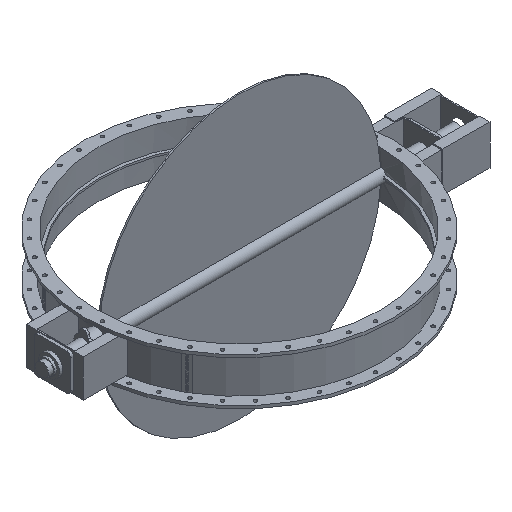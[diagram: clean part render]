
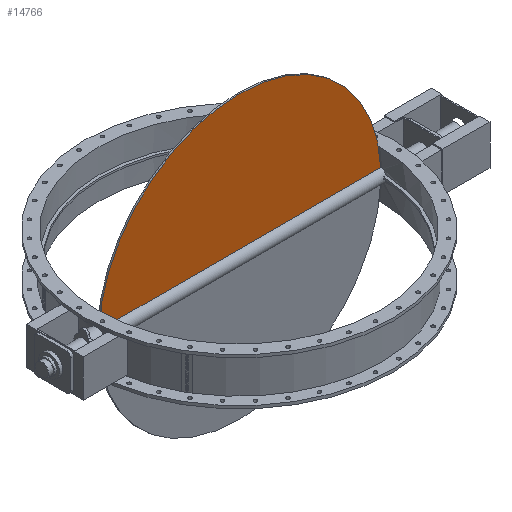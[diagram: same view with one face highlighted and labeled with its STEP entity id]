
A CAD part, isometric view. The second image highlights one B-rep face of the part: STEP entity #14766.
In plain terms, the highlighted planar face has unit normal (0, -1, 0).
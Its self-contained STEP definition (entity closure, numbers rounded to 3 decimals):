
#236=CIRCLE('',#15466,750.);
#1041=PLANE('',#15465);
#1666=FACE_OUTER_BOUND('',#2561,.T.);
#2561=EDGE_LOOP('',(#12517,#12518));
#4012=LINE('',#25100,#5425);
#5425=VECTOR('',#17960,10.);
#7130=VERTEX_POINT('',#25098);
#7131=VERTEX_POINT('',#25099);
#8987=EDGE_CURVE('',#7130,#7131,#4012,.T.);
#8988=EDGE_CURVE('',#7130,#7131,#236,.T.);
#12517=ORIENTED_EDGE('',*,*,#8987,.F.);
#12518=ORIENTED_EDGE('',*,*,#8988,.T.);
#14766=ADVANCED_FACE('',(#1666),#1041,.T.);
#15465=AXIS2_PLACEMENT_3D('',#25097,#17958,#17959);
#15466=AXIS2_PLACEMENT_3D('',#25101,#17961,#17962);
#17958=DIRECTION('center_axis',(0.,-1.,0.));
#17959=DIRECTION('ref_axis',(0.,0.,-1.));
#17960=DIRECTION('',(-1.,0.,0.));
#17961=DIRECTION('center_axis',(0.,-1.,0.));
#17962=DIRECTION('ref_axis',(1.,0.,0.));
#25097=CARTESIAN_POINT('Origin',(0.,-4.,0.));
#25098=CARTESIAN_POINT('',(749.194,-4.,34.771));
#25099=CARTESIAN_POINT('',(-749.194,-4.,34.771));
#25100=CARTESIAN_POINT('',(1044.,-4.,34.771));
#25101=CARTESIAN_POINT('Origin',(0.,-4.,0.));
